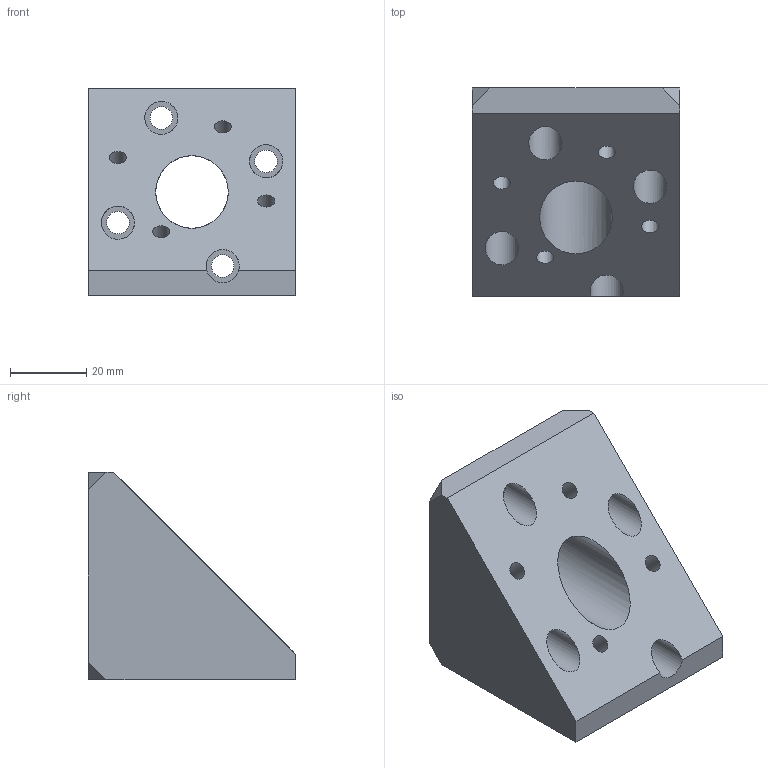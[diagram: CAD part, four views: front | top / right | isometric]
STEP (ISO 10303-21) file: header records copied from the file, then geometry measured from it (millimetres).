
FILE_DESCRIPTION(/* description */ ('Alibre Inc.'),/* implementation_level */ '2;1');
FILE_NAME(/* name */ 'export0',/* time_stamp */ '2017-08-13T12:04:27-07:00',/* author */ (''),/* organization */ (''),/* preprocessor_version */ 'ST-DEVELOPER v14',/* originating_system */ 'Alibre',/* authorisation */ '');
FILE_SCHEMA (('CONFIG_CONTROL_DESIGN'));
Length unit declared in the file: centimetre
Products named in the file (1): ID_1
Bounding box: 54.61 x 54.61 x 54.61 mm (x, y, z)
Volume: 82063.3 mm3; surface area: 19342.8 mm2
Topology: 1 solids, 1 shells, 32 faces, 80 edges, 56 vertices
Faces by surface type: plane 19, cylinder 13
Full cylindrical faces by diameter (mm): 4.496 x4, 5.944 x4, 8.712 x4, 19.05 x1
Entity records: 924 total; most frequent: CARTESIAN_POINT 153, DIRECTION 128, ORIENTED_EDGE 114, EDGE_LOOP 63, FACE_BOUND 63, AXIS2_PLACEMENT_3D 60, EDGE_CURVE 57, VERTEX_POINT 46
